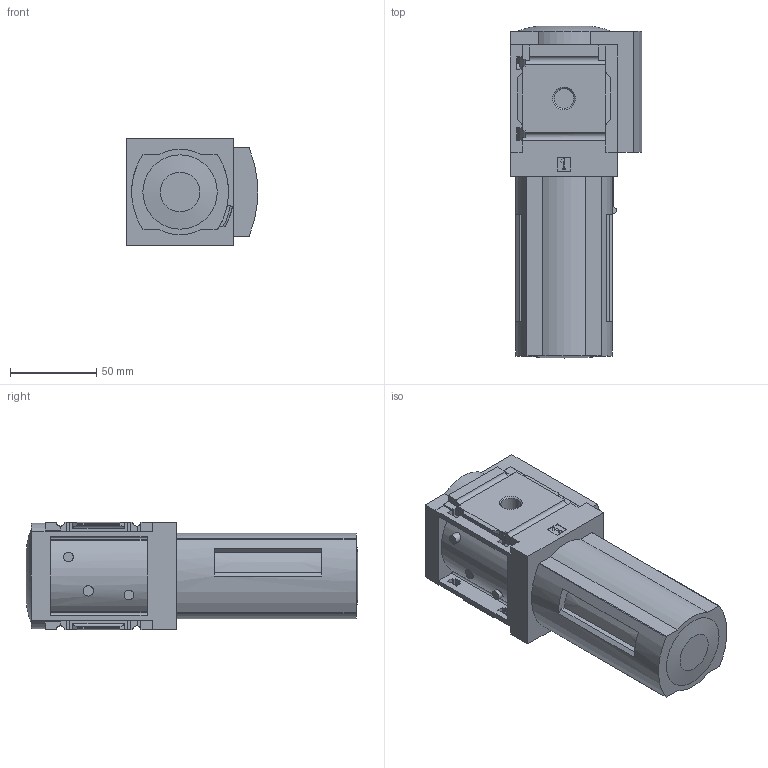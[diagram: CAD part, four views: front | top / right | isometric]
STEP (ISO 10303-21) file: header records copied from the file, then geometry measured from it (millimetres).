
FILE_DESCRIPTION(/* description */ ('STEP AP214'),/* implementation_level */ '2;1');
FILE_NAME(/* name */ '529683_MS6-LFX-1_4-R',/* time_stamp */ '2024-09-10T18:50:53+02:00',/* author */ ('License CC BY-ND 4.0'),/* organization */ ('CADENAS'),/* preprocessor_version */ 'ST-DEVELOPER v19.3',/* originating_system */ 'PARTsolutions',/* authorisation */ ' ');
FILE_SCHEMA (('AUTOMOTIVE_DESIGN {1 0 10303 214 3 1 1}'));
Length unit declared in the file: millimetre
Products named in the file (2): 529683 MS6-LFX-1/4-R; 527672 MS6-LFX-1/4-R0D
Assembly tree (1 placements, depth 2):
  529683 MS6-LFX-1/4-R
    527672 MS6-LFX-1/4-R0D
Bounding box: 75.8 x 192 x 62 mm (x, y, z)
Volume: 576732.7 mm3; surface area: 55113.2 mm2
Topology: 1 solids, 1 shells, 214 faces, 593 edges, 392 vertices
Faces by surface type: plane 162, cylinder 41, cone 7, torus 3, sphere 1
Full cylindrical faces by diameter (mm): 5.5 x2, 11.445 x2
Entity records: 8311 total; most frequent: CARTESIAN_POINT 1260, ORIENTED_EDGE 1162, DIRECTION 1103, EDGE_CURVE 581, LINE 459, VECTOR 459, VERTEX_POINT 389, AXIS2_PLACEMENT_3D 322
